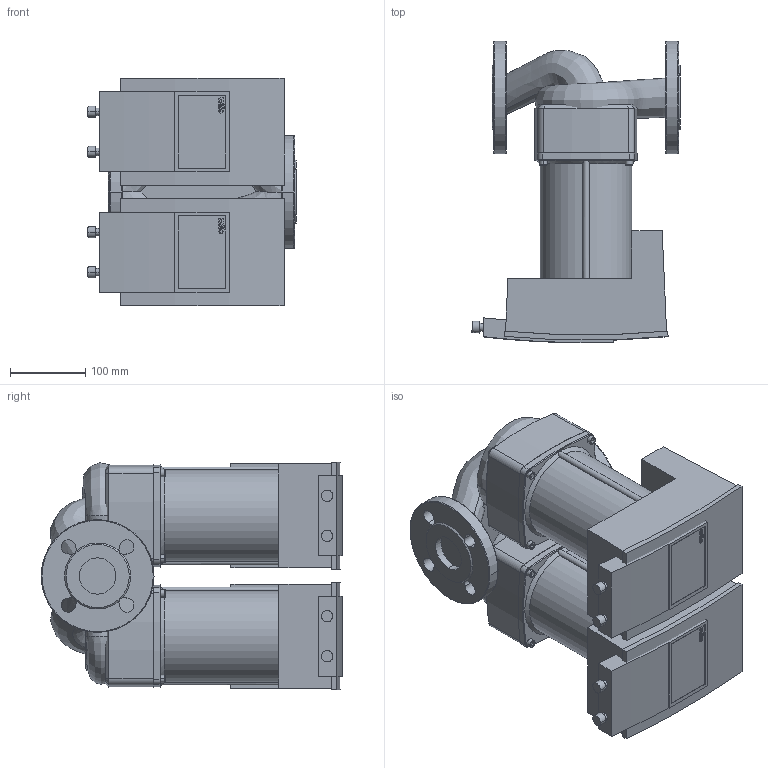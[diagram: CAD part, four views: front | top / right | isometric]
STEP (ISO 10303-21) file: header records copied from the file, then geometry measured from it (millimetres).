
FILE_DESCRIPTION((''),'2;1');
FILE_NAME('3d_YonosMAXO-D40_0_5-12-2120665.stp','2016-04-29T07:42:40',(''),(''),'Mechanical Desktop 2009','Mechanical Desktop 2009',', , ');
FILE_SCHEMA(('CONFIG_CONTROL_DESIGN'));
Length unit declared in the file: millimetre
Products named in the file (1): Product
Bounding box: 276.77 x 401 x 302 mm (x, y, z)
Volume: 15165550.6 mm3; surface area: 958429.5 mm2
Topology: 19 solids, 19 shells, 448 faces, 1105 edges, 721 vertices
Faces by surface type: plane 158, bspline 157, cylinder 73, cone 38, torus 22
Entity records: 23935 total; most frequent: CARTESIAN_POINT 13769, ORIENTED_EDGE 2210, DIRECTION 1844, EDGE_CURVE 1105, VERTEX_POINT 721, AXIS2_PLACEMENT_3D 632, VECTOR 580, LINE 580
